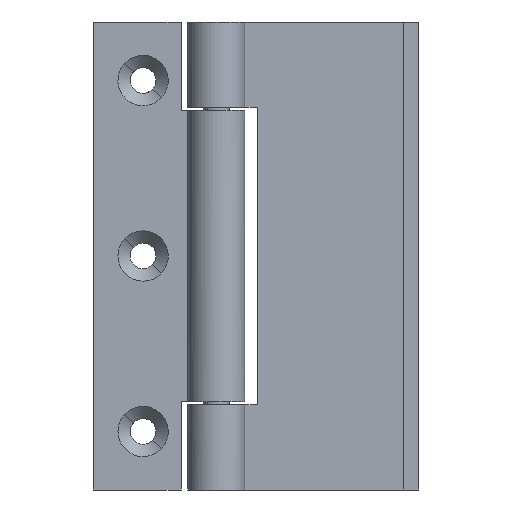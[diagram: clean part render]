
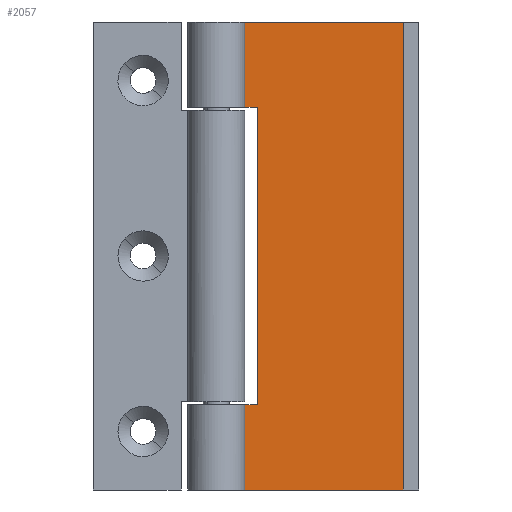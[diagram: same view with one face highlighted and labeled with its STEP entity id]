
A CAD part, front view. The second image highlights one B-rep face of the part: STEP entity #2057.
In plain terms, the highlighted free-form (B-spline) face has degree [1, 1] with [2, 2] control points.
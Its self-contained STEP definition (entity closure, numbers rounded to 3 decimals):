
#1455=CARTESIAN_POINT('',(0.0,2.25,14.6));
#1456=VERTEX_POINT('',#1455);
#1457=CARTESIAN_POINT('',(0.0,2.25,0.0));
#1458=VERTEX_POINT('',#1457);
#1459=CARTESIAN_POINT('',(0.0,2.25,14.6));
#1460=CARTESIAN_POINT('',(0.0,2.25,0.0));
#1461=QUASI_UNIFORM_CURVE('',1,(#1459,#1460),.UNSPECIFIED.,.F.,.U.);
#1462=EDGE_CURVE('',#1456,#1458,#1461,.T.);
#1714=CARTESIAN_POINT('',(7.,2.25,14.6));
#1715=VERTEX_POINT('',#1714);
#1716=CARTESIAN_POINT('',(0.0,2.25,14.6));
#1717=CARTESIAN_POINT('',(7.,2.25,14.6));
#1718=QUASI_UNIFORM_CURVE('',1,(#1716,#1717),.UNSPECIFIED.,.F.,.U.);
#1719=EDGE_CURVE('',#1456,#1715,#1718,.T.);
#1740=CARTESIAN_POINT('',(7.,2.25,65.4));
#1741=VERTEX_POINT('',#1740);
#1742=CARTESIAN_POINT('',(7.,2.25,14.6));
#1743=CARTESIAN_POINT('',(7.,2.25,65.4));
#1744=QUASI_UNIFORM_CURVE('',1,(#1742,#1743),.UNSPECIFIED.,.F.,.U.);
#1745=EDGE_CURVE('',#1715,#1741,#1744,.T.);
#1762=CARTESIAN_POINT('',(0.0,2.25,65.4));
#1763=VERTEX_POINT('',#1762);
#1764=CARTESIAN_POINT('',(7.,2.25,65.4));
#1765=CARTESIAN_POINT('',(0.0,2.25,65.4));
#1766=QUASI_UNIFORM_CURVE('',1,(#1764,#1765),.UNSPECIFIED.,.F.,.U.);
#1767=EDGE_CURVE('',#1741,#1763,#1766,.T.);
#1839=CARTESIAN_POINT('',(32.0,2.25,0.0));
#1840=VERTEX_POINT('',#1839);
#1846=CARTESIAN_POINT('',(32.0,2.25,0.0));
#1847=CARTESIAN_POINT('',(0.0,2.25,0.0));
#1848=QUASI_UNIFORM_CURVE('',1,(#1846,#1847),.UNSPECIFIED.,.F.,.U.);
#1849=EDGE_CURVE('',#1840,#1458,#1848,.T.);
#1901=CARTESIAN_POINT('',(0.0,2.25,80.));
#1902=VERTEX_POINT('',#1901);
#1920=CARTESIAN_POINT('',(32.0,2.25,80.));
#1921=VERTEX_POINT('',#1920);
#1922=CARTESIAN_POINT('',(32.0,2.25,80.));
#1923=CARTESIAN_POINT('',(0.0,2.25,80.));
#1924=QUASI_UNIFORM_CURVE('',1,(#1922,#1923),.UNSPECIFIED.,.F.,.U.);
#1925=EDGE_CURVE('',#1921,#1902,#1924,.T.);
#2006=CARTESIAN_POINT('',(32.0,2.25,80.));
#2007=CARTESIAN_POINT('',(32.0,2.25,0.0));
#2008=QUASI_UNIFORM_CURVE('',1,(#2006,#2007),.UNSPECIFIED.,.F.,.U.);
#2009=EDGE_CURVE('',#1921,#1840,#2008,.T.);
#2038=CARTESIAN_POINT('',(-1.598,2.25,83.996));
#2039=CARTESIAN_POINT('',(-1.598,2.25,-3.996));
#2040=CARTESIAN_POINT('',(33.598,2.25,83.996));
#2041=CARTESIAN_POINT('',(33.598,2.25,-3.996));
#2042=B_SPLINE_SURFACE_WITH_KNOTS('',1,1,((#2038,#2040),(#2039,#2041)),.UNSPECIFIED.,.F.,.F.,.U.,(2,2),(2,2),(0.0,87.992),(0.0,35.197),.UNSPECIFIED.);
#2043=ORIENTED_EDGE('',*,*,#1767,.F.);
#2044=ORIENTED_EDGE('',*,*,#1745,.F.);
#2045=ORIENTED_EDGE('',*,*,#1719,.F.);
#2046=ORIENTED_EDGE('',*,*,#1462,.T.);
#2047=ORIENTED_EDGE('',*,*,#1849,.F.);
#2048=ORIENTED_EDGE('',*,*,#2009,.F.);
#2049=ORIENTED_EDGE('',*,*,#1925,.T.);
#2050=CARTESIAN_POINT('',(0.0,2.25,80.));
#2051=CARTESIAN_POINT('',(0.0,2.25,65.4));
#2052=QUASI_UNIFORM_CURVE('',1,(#2050,#2051),.UNSPECIFIED.,.F.,.U.);
#2053=EDGE_CURVE('',#1902,#1763,#2052,.T.);
#2054=ORIENTED_EDGE('',*,*,#2053,.T.);
#2055=EDGE_LOOP('',(#2043,#2044,#2045,#2046,#2047,#2048,#2049,#2054));
#2056=FACE_OUTER_BOUND('',#2055,.T.);
#2057=ADVANCED_FACE('',(#2056),#2042,.T.);
